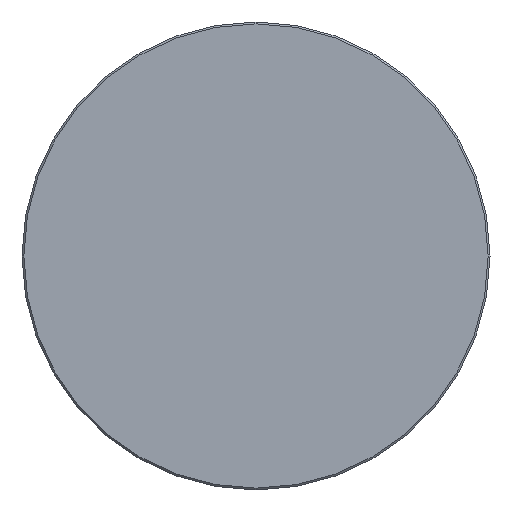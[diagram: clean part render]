
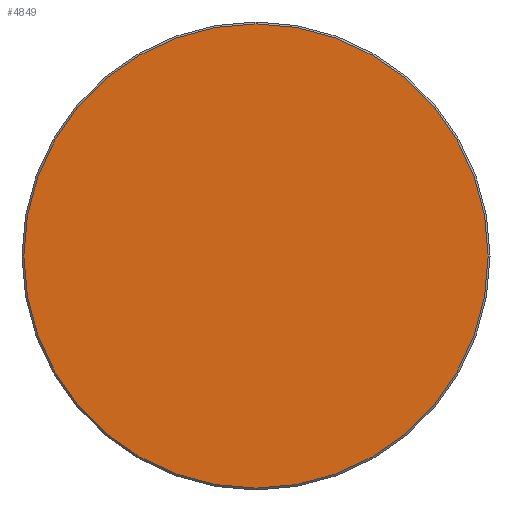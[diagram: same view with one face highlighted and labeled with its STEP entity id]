
A CAD part, front view. The second image highlights one B-rep face of the part: STEP entity #4849.
In plain terms, the highlighted planar face has unit normal (0, -1, 0).
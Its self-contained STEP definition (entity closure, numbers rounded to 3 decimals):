
#262 = CARTESIAN_POINT ( 'NONE',  ( 64.037, 0., 64.037 ) ) ;
#773 = CARTESIAN_POINT ( 'NONE',  ( 0., 0., 0. ) ) ;
#1468 = EDGE_LOOP ( 'NONE', ( #5807, #7180 ) ) ;
#1488 = CIRCLE ( 'NONE', #5825, 61.574 ) ;
#1614 = AXIS2_PLACEMENT_3D ( 'NONE', #773, #7319, #1940 ) ;
#1855 = AXIS2_PLACEMENT_3D ( 'NONE', #262, #2644, #6678 ) ;
#1918 = FACE_OUTER_BOUND ( 'NONE', #1468, .T. ) ;
#1940 = DIRECTION ( 'NONE',  ( 0., 0., 1. ) ) ;
#2491 = PLANE ( 'NONE',  #1855 ) ;
#2621 = DIRECTION ( 'NONE',  ( 0., -1., 0. ) ) ;
#2644 = DIRECTION ( 'NONE',  ( 0., -1., 0. ) ) ;
#2692 = DIRECTION ( 'NONE',  ( 0., 0., 1. ) ) ;
#4140 = CARTESIAN_POINT ( 'NONE',  ( 0., 0., 61.574 ) ) ;
#4506 = VERTEX_POINT ( 'NONE', #4140 ) ;
#4714 = CIRCLE ( 'NONE', #1614, 61.574 ) ;
#4849 = ADVANCED_FACE ( 'NONE', ( #1918 ), #2491, .T. ) ;
#5547 = EDGE_CURVE ( 'NONE', #5906, #4506, #1488, .T. ) ;
#5608 = CARTESIAN_POINT ( 'NONE',  ( 0., 0., 0. ) ) ;
#5807 = ORIENTED_EDGE ( 'NONE', *, *, #7642, .T. ) ;
#5825 = AXIS2_PLACEMENT_3D ( 'NONE', #5608, #2621, #2692 ) ;
#5906 = VERTEX_POINT ( 'NONE', #6942 ) ;
#6678 = DIRECTION ( 'NONE',  ( -1., 0., 0. ) ) ;
#6942 = CARTESIAN_POINT ( 'NONE',  ( 0., 0., -61.574 ) ) ;
#7180 = ORIENTED_EDGE ( 'NONE', *, *, #5547, .T. ) ;
#7319 = DIRECTION ( 'NONE',  ( 0., -1., 0. ) ) ;
#7642 = EDGE_CURVE ( 'NONE', #4506, #5906, #4714, .T. ) ;
